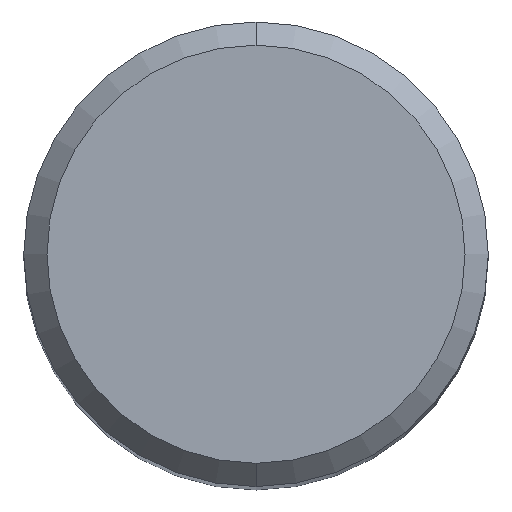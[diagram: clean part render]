
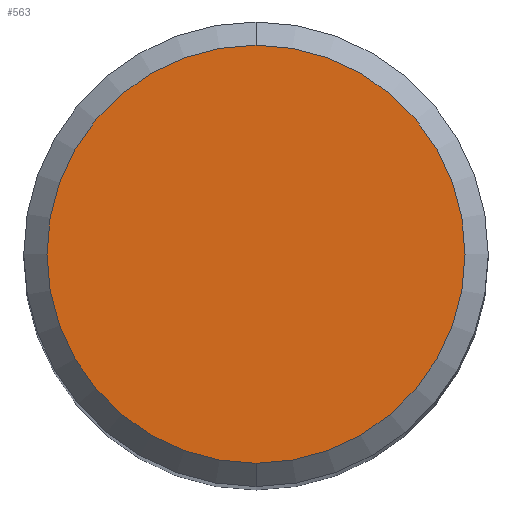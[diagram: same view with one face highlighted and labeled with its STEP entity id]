
A CAD part, top view. The second image highlights one B-rep face of the part: STEP entity #563.
In plain terms, the highlighted planar face has unit normal (0, 0, 1).
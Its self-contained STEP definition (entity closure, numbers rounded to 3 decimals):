
#563=ADVANCED_FACE('',(#1223),#1224,.T.);
#597=EDGE_CURVE('',#867,#941,#1263,.T.);
#745=EDGE_CURVE('',#941,#867,#1423,.T.);
#867=VERTEX_POINT('',#1555);
#941=VERTEX_POINT('',#1633);
#1223=FACE_OUTER_BOUND('',#4081,.T.);
#1224=PLANE('',#4082);
#1263=CIRCLE('',#4146,5.4);
#1423=CIRCLE('',#4780,5.4);
#1555=CARTESIAN_POINT('',(0.0,5.4,0.0));
#1633=CARTESIAN_POINT('',(0.,-5.4,0.0));
#4081=EDGE_LOOP('',(#9965,#9966));
#4082=AXIS2_PLACEMENT_3D('',#9967,#9968,#9969);
#4146=AXIS2_PLACEMENT_3D('',#10018,#10019,#10020);
#4780=AXIS2_PLACEMENT_3D('',#10164,#10165,#10166);
#9965=ORIENTED_EDGE('',*,*,#597,.F.);
#9966=ORIENTED_EDGE('',*,*,#745,.F.);
#9967=CARTESIAN_POINT('',(0.0,2.7,0.0));
#9968=DIRECTION('',(-0.0,0.0,1.0));
#9969=DIRECTION('',(0.0,-1.0,0.0));
#10018=CARTESIAN_POINT('',(0.0,0.0,0.0));
#10019=DIRECTION('',(0.0,0.0,-1.0));
#10020=DIRECTION('',(0.0,1.0,0.0));
#10164=CARTESIAN_POINT('',(0.0,0.0,0.0));
#10165=DIRECTION('',(0.0,0.0,-1.0));
#10166=DIRECTION('',(0.0,1.0,0.0));
